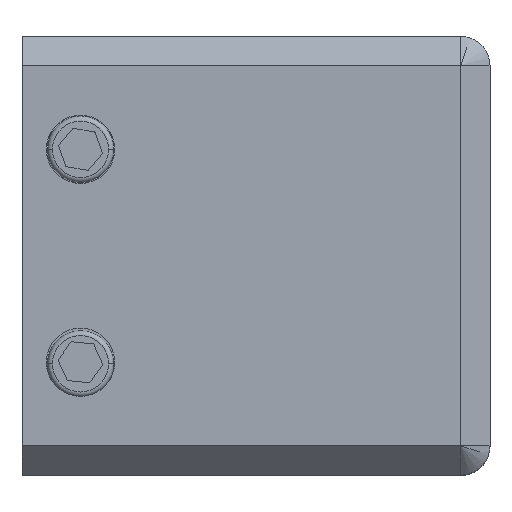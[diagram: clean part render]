
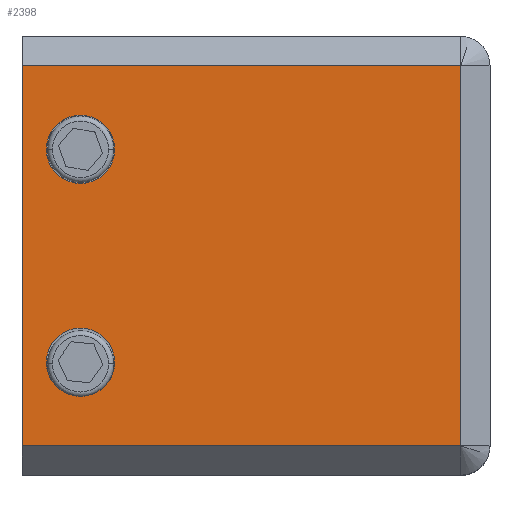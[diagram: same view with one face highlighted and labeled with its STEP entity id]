
A CAD part, top view. The second image highlights one B-rep face of the part: STEP entity #2398.
In plain terms, the highlighted planar face has unit normal (0, 0, 1).
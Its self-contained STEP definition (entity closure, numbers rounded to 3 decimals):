
#41 = LINE ( 'NONE', #3168, #2486 ) ;
#82 = LINE ( 'NONE', #1323, #3141 ) ;
#161 = CARTESIAN_POINT ( 'NONE',  ( -42., 10.919, 13.5 ) ) ;
#226 = ORIENTED_EDGE ( 'NONE', *, *, #1264, .T. ) ;
#295 = PLANE ( 'NONE',  #3861 ) ;
#599 = DIRECTION ( 'NONE',  ( 1., 0., 0. ) ) ;
#612 = DIRECTION ( 'NONE',  ( 1., 0., 0. ) ) ;
#615 = ORIENTED_EDGE ( 'NONE', *, *, #1399, .F. ) ;
#652 = EDGE_CURVE ( 'NONE', #3783, #3221, #2676, .T. ) ;
#656 = CARTESIAN_POINT ( 'NONE',  ( -42., -10.919, 13.5 ) ) ;
#736 = CARTESIAN_POINT ( 'NONE',  ( -45.5, 10.919, 13.5 ) ) ;
#741 = DIRECTION ( 'NONE',  ( 0., 0., 1. ) ) ;
#1058 = EDGE_CURVE ( 'NONE', #3668, #3904, #41, .T. ) ;
#1134 = EDGE_CURVE ( 'NONE', #3221, #3783, #1552, .T. ) ;
#1137 = CARTESIAN_POINT ( 'NONE',  ( -45.5, -10.919, 13.5 ) ) ;
#1165 = VECTOR ( 'NONE', #612, 1000. ) ;
#1202 = EDGE_LOOP ( 'NONE', ( #3084, #2519 ) ) ;
#1215 = CARTESIAN_POINT ( 'NONE',  ( 0., 0., 13.5 ) ) ;
#1264 = EDGE_CURVE ( 'NONE', #1980, #3668, #3733, .T. ) ;
#1307 = ORIENTED_EDGE ( 'NONE', *, *, #3337, .F. ) ;
#1323 = CARTESIAN_POINT ( 'NONE',  ( -48., -39., 13.5 ) ) ;
#1399 = EDGE_CURVE ( 'NONE', #1980, #1732, #82, .T. ) ;
#1485 = AXIS2_PLACEMENT_3D ( 'NONE', #3149, #3758, #599 ) ;
#1508 = AXIS2_PLACEMENT_3D ( 'NONE', #3012, #4037, #3074 ) ;
#1534 = DIRECTION ( 'NONE',  ( 0., 0., 1. ) ) ;
#1552 = CIRCLE ( 'NONE', #2879, 3.5 ) ;
#1569 = CIRCLE ( 'NONE', #1508, 3.5 ) ;
#1732 = VERTEX_POINT ( 'NONE', #2913 ) ;
#1774 = VERTEX_POINT ( 'NONE', #1137 ) ;
#1816 = FACE_OUTER_BOUND ( 'NONE', #2102, .T. ) ;
#1853 = CARTESIAN_POINT ( 'NONE',  ( -38.5, 10.919, 13.5 ) ) ;
#1899 = DIRECTION ( 'NONE',  ( 0., 0., 1. ) ) ;
#1906 = CARTESIAN_POINT ( 'NONE',  ( -48., -19.5, 13.5 ) ) ;
#1956 = VECTOR ( 'NONE', #2799, 1000. ) ;
#1980 = VERTEX_POINT ( 'NONE', #1906 ) ;
#2102 = EDGE_LOOP ( 'NONE', ( #615, #226, #3346, #2753 ) ) ;
#2172 = CARTESIAN_POINT ( 'NONE',  ( -3., -19.5, 13.5 ) ) ;
#2398 = ADVANCED_FACE ( 'NONE', ( #3148, #2472, #1816 ), #295, .T. ) ;
#2470 = EDGE_CURVE ( 'NONE', #1774, #3538, #4003, .T. ) ;
#2472 = FACE_BOUND ( 'NONE', #2653, .T. ) ;
#2486 = VECTOR ( 'NONE', #3514, 1000. ) ;
#2519 = ORIENTED_EDGE ( 'NONE', *, *, #1134, .F. ) ;
#2532 = CARTESIAN_POINT ( 'NONE',  ( -48., 19.5, 13.5 ) ) ;
#2653 = EDGE_LOOP ( 'NONE', ( #1307, #3938 ) ) ;
#2658 = CARTESIAN_POINT ( 'NONE',  ( -3., -19.5, 13.5 ) ) ;
#2676 = CIRCLE ( 'NONE', #1485, 3.5 ) ;
#2753 = ORIENTED_EDGE ( 'NONE', *, *, #2776, .T. ) ;
#2776 = EDGE_CURVE ( 'NONE', #3904, #1732, #3409, .T. ) ;
#2799 = DIRECTION ( 'NONE',  ( -1., 0., 0. ) ) ;
#2879 = AXIS2_PLACEMENT_3D ( 'NONE', #161, #741, #3319 ) ;
#2880 = DIRECTION ( 'NONE',  ( 1., 0., 0. ) ) ;
#2913 = CARTESIAN_POINT ( 'NONE',  ( -48., 19.5, 13.5 ) ) ;
#3012 = CARTESIAN_POINT ( 'NONE',  ( -42., -10.919, 13.5 ) ) ;
#3074 = DIRECTION ( 'NONE',  ( 1., 0., 0. ) ) ;
#3084 = ORIENTED_EDGE ( 'NONE', *, *, #652, .F. ) ;
#3134 = CARTESIAN_POINT ( 'NONE',  ( -38.5, -10.919, 13.5 ) ) ;
#3141 = VECTOR ( 'NONE', #3530, 1000. ) ;
#3148 = FACE_BOUND ( 'NONE', #1202, .T. ) ;
#3149 = CARTESIAN_POINT ( 'NONE',  ( -42., 10.919, 13.5 ) ) ;
#3168 = CARTESIAN_POINT ( 'NONE',  ( -3., 19.5, 13.5 ) ) ;
#3221 = VERTEX_POINT ( 'NONE', #736 ) ;
#3222 = CARTESIAN_POINT ( 'NONE',  ( -3., 19.5, 13.5 ) ) ;
#3319 = DIRECTION ( 'NONE',  ( 1., 0., 0. ) ) ;
#3337 = EDGE_CURVE ( 'NONE', #3538, #1774, #1569, .T. ) ;
#3346 = ORIENTED_EDGE ( 'NONE', *, *, #1058, .T. ) ;
#3409 = LINE ( 'NONE', #2532, #1956 ) ;
#3514 = DIRECTION ( 'NONE',  ( 0., 1., 0. ) ) ;
#3530 = DIRECTION ( 'NONE',  ( 0., 1., 0. ) ) ;
#3538 = VERTEX_POINT ( 'NONE', #3134 ) ;
#3602 = AXIS2_PLACEMENT_3D ( 'NONE', #656, #1899, #2880 ) ;
#3668 = VERTEX_POINT ( 'NONE', #2658 ) ;
#3733 = LINE ( 'NONE', #2172, #1165 ) ;
#3758 = DIRECTION ( 'NONE',  ( 0., 0., 1. ) ) ;
#3783 = VERTEX_POINT ( 'NONE', #1853 ) ;
#3861 = AXIS2_PLACEMENT_3D ( 'NONE', #1215, #1534, #4049 ) ;
#3904 = VERTEX_POINT ( 'NONE', #3222 ) ;
#3938 = ORIENTED_EDGE ( 'NONE', *, *, #2470, .F. ) ;
#4003 = CIRCLE ( 'NONE', #3602, 3.5 ) ;
#4037 = DIRECTION ( 'NONE',  ( 0., 0., 1. ) ) ;
#4049 = DIRECTION ( 'NONE',  ( 1., 0., 0. ) ) ;
